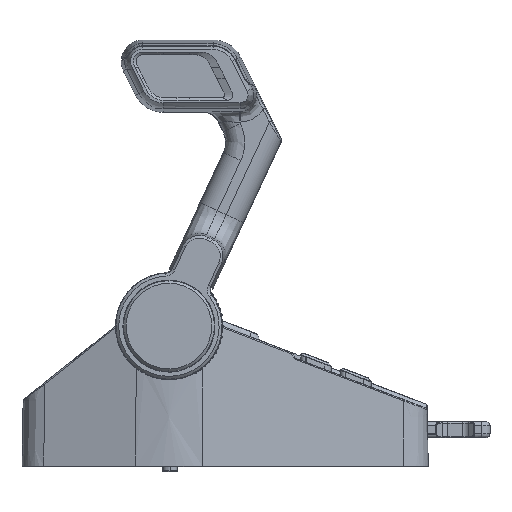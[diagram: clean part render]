
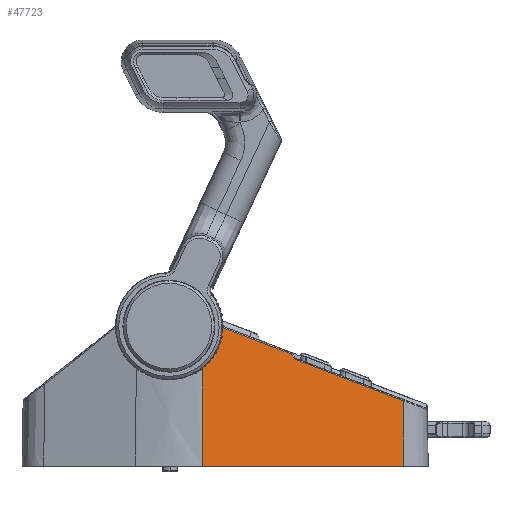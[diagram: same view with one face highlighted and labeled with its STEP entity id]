
A CAD part, left-side view. The second image highlights one B-rep face of the part: STEP entity #47723.
In plain terms, the highlighted planar face has unit normal (-0.987, -0.16, 0.018).
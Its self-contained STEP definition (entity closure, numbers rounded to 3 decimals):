
#222 = CARTESIAN_POINT ( 'NONE',  ( -52.25, -12.47, -15.636 ) ) ;
#544 = CARTESIAN_POINT ( 'NONE',  ( -50.862, -19.693, -3.525 ) ) ;
#4377 = VERTEX_POINT ( 'NONE', #81193 ) ;
#8177 = EDGE_CURVE ( 'NONE', #31480, #85572, #48667, .T. ) ;
#9842 = VERTEX_POINT ( 'NONE', #90356 ) ;
#12274 = LINE ( 'NONE', #60782, #22689 ) ;
#13220 = B_SPLINE_CURVE_WITH_KNOTS ( 'NONE', 3,
 ( #72317, #37060, #59679, #544, #44121, #81653, #37391, #21923, #15101, #36119, #43502, #22240, #36445, #72932, #95849, #29335, #73890, #81347, #80383, #89087, #88751, #88132, #14123, #74222, #51558, #44449, #22566, #44761, #51250, #222 ),
 .UNSPECIFIED., .F., .F.,
 ( 4, 1, 1, 1, 1, 2, 2, 1, 1, 1, 1, 1, 2, 2, 1, 1, 1, 1, 1, 2, 2, 4 ),
 ( 0., 0.125, 0.187, 0.219, 0.234, 0.242, 0.25, 0.375, 0.437, 0.469, 0.484, 0.492, 0.496, 0.5, 0.625, 0.687, 0.719, 0.734, 0.742, 0.746, 0.75, 1. ),
 .UNSPECIFIED. ) ;
#13838 = EDGE_CURVE ( 'NONE', #63932, #85572, #18549, .T. ) ;
#14123 = CARTESIAN_POINT ( 'NONE',  ( -51.64, -15.849, -12.199 ) ) ;
#15101 = CARTESIAN_POINT ( 'NONE',  ( -50.925, -19.438, -4.709 ) ) ;
#15237 = CARTESIAN_POINT ( 'NONE',  ( -53.512, -8.696, -52.297 ) ) ;
#16518 = DIRECTION ( 'NONE',  ( -0.017, -0.003, -1. ) ) ;
#18096 = LINE ( 'NONE', #82507, #50389 ) ;
#18549 = LINE ( 'NONE', #41640, #78718 ) ;
#19720 = FACE_OUTER_BOUND ( 'NONE', #65266, .T. ) ;
#20356 = DIRECTION ( 'NONE',  ( 0.16, -0.987, 0. ) ) ;
#21381 = CARTESIAN_POINT ( 'NONE',  ( -46.765, -45.646, -10.327 ) ) ;
#21923 = CARTESIAN_POINT ( 'NONE',  ( -50.922, -19.448, -4.666 ) ) ;
#22240 = CARTESIAN_POINT ( 'NONE',  ( -51.138, -18.454, -7.727 ) ) ;
#22566 = CARTESIAN_POINT ( 'NONE',  ( -51.673, -15.674, -12.422 ) ) ;
#22689 = VECTOR ( 'NONE', #16518, 1000. ) ;
#25746 = ORIENTED_EDGE ( 'NONE', *, *, #58421, .T. ) ;
#28826 = VECTOR ( 'NONE', #94691, 1000. ) ;
#29335 = CARTESIAN_POINT ( 'NONE',  ( -51.239, -17.952, -8.816 ) ) ;
#29755 = CARTESIAN_POINT ( 'NONE',  ( -40.665, -87.75, -52.297 ) ) ;
#31392 = DIRECTION ( 'NONE',  ( 0.16, -0.987, 0. ) ) ;
#31480 = VERTEX_POINT ( 'NONE', #36520 ) ;
#32438 = CARTESIAN_POINT ( 'NONE',  ( -40.246, -87.682, -27.941 ) ) ;
#34406 = ORIENTED_EDGE ( 'NONE', *, *, #67448, .T. ) ;
#36119 = CARTESIAN_POINT ( 'NONE',  ( -50.969, -19.251, -5.473 ) ) ;
#36445 = CARTESIAN_POINT ( 'NONE',  ( -51.191, -18.191, -8.316 ) ) ;
#36520 = CARTESIAN_POINT ( 'NONE',  ( -46.558, -47.146, -12.402 ) ) ;
#37060 = CARTESIAN_POINT ( 'NONE',  ( -50.775, -19.976, -1.214 ) ) ;
#37391 = CARTESIAN_POINT ( 'NONE',  ( -50.917, -19.469, -4.579 ) ) ;
#41640 = CARTESIAN_POINT ( 'NONE',  ( -39.764, -87.604, 0. ) ) ;
#43502 = CARTESIAN_POINT ( 'NONE',  ( -51.039, -18.929, -6.53 ) ) ;
#44121 = CARTESIAN_POINT ( 'NONE',  ( -50.893, -19.568, -4.14 ) ) ;
#44449 = CARTESIAN_POINT ( 'NONE',  ( -51.67, -15.687, -12.406 ) ) ;
#44761 = CARTESIAN_POINT ( 'NONE',  ( -51.849, -14.717, -13.627 ) ) ;
#46235 = LINE ( 'NONE', #15237, #47350 ) ;
#47350 = VECTOR ( 'NONE', #31392, 1000. ) ;
#47723 = ADVANCED_FACE ( 'NONE', ( #19720 ), #65196, .T. ) ;
#48667 = LINE ( 'NONE', #85070, #75304 ) ;
#50389 = VECTOR ( 'NONE', #59237, 1000. ) ;
#51250 = CARTESIAN_POINT ( 'NONE',  ( -52.041, -13.654, -14.692 ) ) ;
#51558 = CARTESIAN_POINT ( 'NONE',  ( -51.665, -15.714, -12.372 ) ) ;
#53190 = AXIS2_PLACEMENT_3D ( 'NONE', #93642, #72310, #20356 ) ;
#55674 = EDGE_CURVE ( 'NONE', #31480, #84572, #18096, .T. ) ;
#57040 = VERTEX_POINT ( 'NONE', #76462 ) ;
#58421 = EDGE_CURVE ( 'NONE', #4377, #57040, #13220, .T. ) ;
#59237 = DIRECTION ( 'NONE',  ( -0.081, 0.584, 0.808 ) ) ;
#59679 = CARTESIAN_POINT ( 'NONE',  ( -50.808, -19.892, -2.286 ) ) ;
#59857 = ORIENTED_EDGE ( 'NONE', *, *, #8177, .F. ) ;
#60782 = CARTESIAN_POINT ( 'NONE',  ( -52.854, -12.568, -50.7 ) ) ;
#63932 = VERTEX_POINT ( 'NONE', #29755 ) ;
#64295 = ORIENTED_EDGE ( 'NONE', *, *, #73048, .T. ) ;
#65196 = PLANE ( 'NONE',  #53190 ) ;
#65266 = EDGE_LOOP ( 'NONE', ( #94527, #34406, #70442, #59857, #76088, #64295, #25746 ) ) ;
#67448 = EDGE_CURVE ( 'NONE', #9842, #63932, #46235, .T. ) ;
#70442 = ORIENTED_EDGE ( 'NONE', *, *, #13838, .T. ) ;
#72310 = DIRECTION ( 'NONE',  ( -0.987, -0.16, 0.017 ) ) ;
#72317 = CARTESIAN_POINT ( 'NONE',  ( -50.76, -19.994, -0.494 ) ) ;
#72932 = CARTESIAN_POINT ( 'NONE',  ( -51.219, -18.053, -8.608 ) ) ;
#73048 = EDGE_CURVE ( 'NONE', #84572, #4377, #87772, .T. ) ;
#73890 = CARTESIAN_POINT ( 'NONE',  ( -51.243, -17.932, -8.858 ) ) ;
#74222 = CARTESIAN_POINT ( 'NONE',  ( -51.658, -15.755, -12.32 ) ) ;
#75304 = VECTOR ( 'NONE', #93417, 1000. ) ;
#76088 = ORIENTED_EDGE ( 'NONE', *, *, #55674, .T. ) ;
#76462 = CARTESIAN_POINT ( 'NONE',  ( -52.25, -12.47, -15.636 ) ) ;
#78170 = DIRECTION ( 'NONE',  ( 0.017, 0.003, 1. ) ) ;
#78718 = VECTOR ( 'NONE', #78170, 1000. ) ;
#80383 = CARTESIAN_POINT ( 'NONE',  ( -51.309, -17.598, -9.529 ) ) ;
#81193 = CARTESIAN_POINT ( 'NONE',  ( -50.76, -19.994, -0.494 ) ) ;
#81347 = CARTESIAN_POINT ( 'NONE',  ( -51.245, -17.921, -8.88 ) ) ;
#81653 = CARTESIAN_POINT ( 'NONE',  ( -50.91, -19.5, -4.447 ) ) ;
#82507 = CARTESIAN_POINT ( 'NONE',  ( -46.558, -47.146, -12.402 ) ) ;
#83601 = CARTESIAN_POINT ( 'NONE',  ( -46.765, -45.646, -10.327 ) ) ;
#84572 = VERTEX_POINT ( 'NONE', #83601 ) ;
#85070 = CARTESIAN_POINT ( 'NONE',  ( -40.246, -87.682, -27.941 ) ) ;
#85572 = VERTEX_POINT ( 'NONE', #32438 ) ;
#87772 = LINE ( 'NONE', #21381, #28826 ) ;
#88132 = CARTESIAN_POINT ( 'NONE',  ( -51.606, -16.036, -11.955 ) ) ;
#88751 = CARTESIAN_POINT ( 'NONE',  ( -51.538, -16.398, -11.46 ) ) ;
#89087 = CARTESIAN_POINT ( 'NONE',  ( -51.409, -17.082, -10.444 ) ) ;
#90356 = CARTESIAN_POINT ( 'NONE',  ( -52.882, -12.573, -52.297 ) ) ;
#92892 = EDGE_CURVE ( 'NONE', #57040, #9842, #12274, .T. ) ;
#93417 = DIRECTION ( 'NONE',  ( 0.144, -0.924, -0.354 ) ) ;
#93642 = CARTESIAN_POINT ( 'NONE',  ( -52.611, -8.549, 0. ) ) ;
#94527 = ORIENTED_EDGE ( 'NONE', *, *, #92892, .T. ) ;
#94691 = DIRECTION ( 'NONE',  ( -0.144, 0.924, 0.354 ) ) ;
#95849 = CARTESIAN_POINT ( 'NONE',  ( -51.233, -17.983, -8.754 ) ) ;
